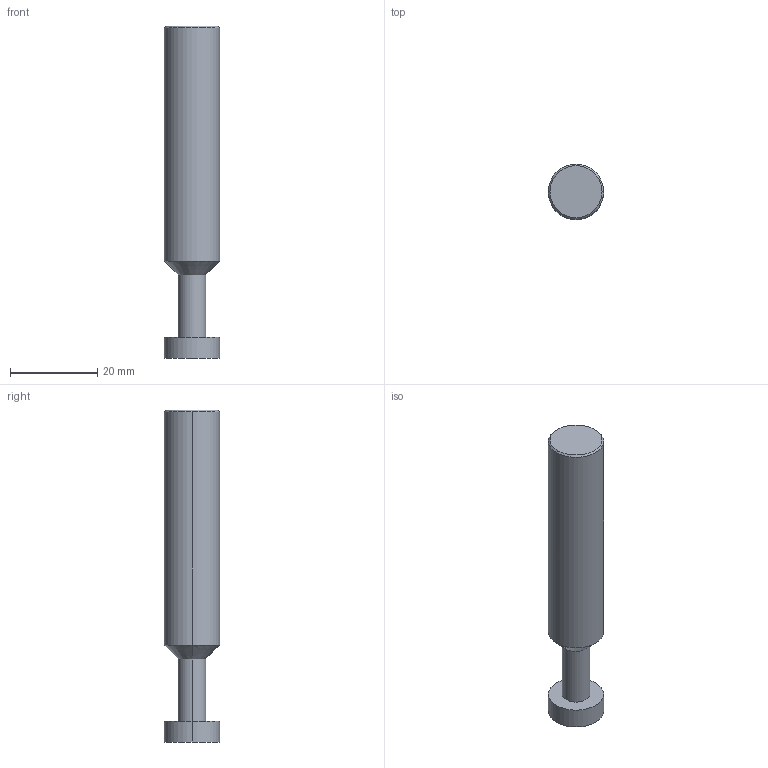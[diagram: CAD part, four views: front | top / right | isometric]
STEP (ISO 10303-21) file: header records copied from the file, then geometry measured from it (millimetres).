
FILE_DESCRIPTION (( 'STEP AP214' ), '1' );
FILE_NAME ('Micro_KC-500-750-187.STEP', '2021-09-03T20:02:08', ( '' ), ( '' ), 'SwSTEP 2.0', 'SolidWorks 2020', '' );
FILE_SCHEMA (( 'AUTOMOTIVE_DESIGN' ));
Length unit declared in the file: inch
Products named in the file (1): Micro_KC-500-750-187
Bounding box: 12.7 x 12.7 x 76.2 mm (x, y, z)
Volume: 8123.7 mm3; surface area: 3101.9 mm2
Topology: 1 solids, 1 shells, 13 faces, 24 edges, 14 vertices
Faces by surface type: cylinder 6, cone 4, plane 3
Entity records: 364 total; most frequent: DIRECTION 66, CARTESIAN_POINT 52, ORIENTED_EDGE 48, AXIS2_PLACEMENT_3D 28, EDGE_CURVE 24, CIRCLE 14, EDGE_LOOP 14, VERTEX_POINT 14
